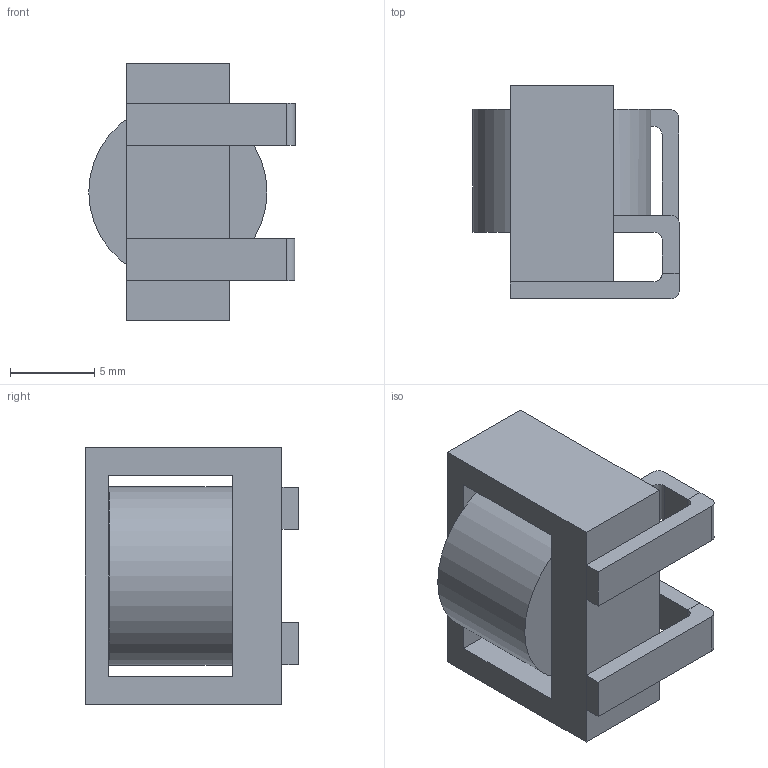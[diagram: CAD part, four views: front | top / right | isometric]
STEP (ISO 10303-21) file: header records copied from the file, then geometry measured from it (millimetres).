
FILE_DESCRIPTION (( 'STEP AP214' ), '1' );
FILE_NAME ('Coilcraft-SER1412.STEP', '2019-01-24T04:07:21', ( '' ), ( '' ), 'SwSTEP 2.0', 'SolidWorks 2018', '' );
FILE_SCHEMA (( 'AUTOMOTIVE_DESIGN' ));
Length unit declared in the file: millimetre
Products named in the file (1): Coilcraft-SER1412
Bounding box: 12.26 x 12.68 x 15.24 mm (x, y, z)
Volume: 1293.7 mm3; surface area: 1447.3 mm2
Topology: 4 solids, 4 shells, 266 faces, 676 edges, 438 vertices
Faces by surface type: plane 208, bspline 47, cylinder 11
Entity records: 10849 total; most frequent: CARTESIAN_POINT 4133, ORIENTED_EDGE 1352, DIRECTION 1048, EDGE_CURVE 676, LINE 556, VECTOR 556, VERTEX_POINT 438, EDGE_LOOP 288
